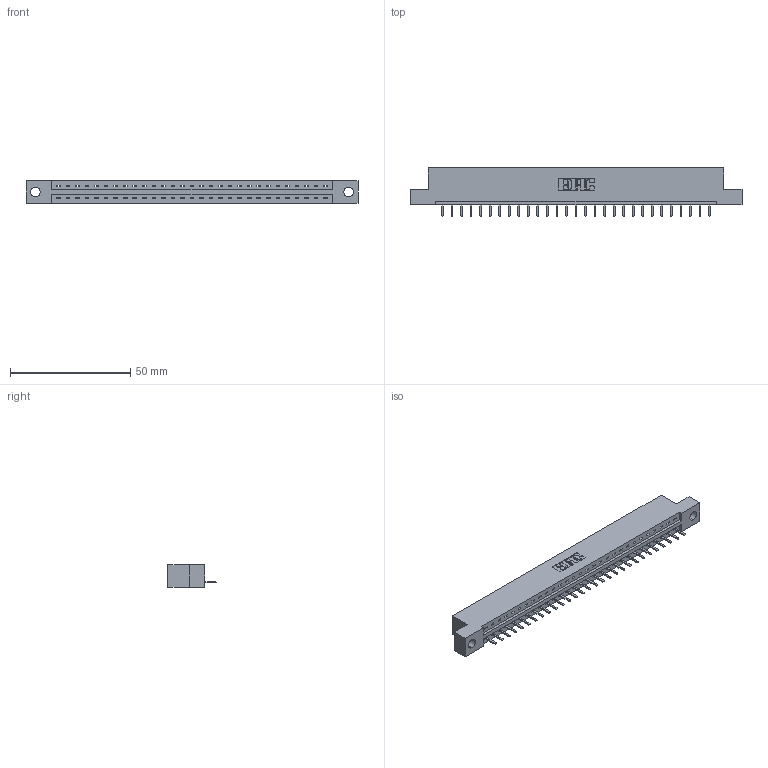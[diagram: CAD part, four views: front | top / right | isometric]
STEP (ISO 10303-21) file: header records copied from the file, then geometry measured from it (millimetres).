
FILE_DESCRIPTION (( 'STEP AP203' ), '1' );
FILE_NAME ('387-029-520-104.STEP', '2018-09-17T00:49:13', ( '' ), ( '' ), 'SwSTEP 2.0', 'SolidWorks 2016', '' );
FILE_SCHEMA (( 'CONFIG_CONTROL_DESIGN' ));
Length unit declared in the file: inch
Products named in the file (3): 337 Part_Flush Mounting Lugs - 0.156 Dia-TH; 345-292-001_345-293-120; 387-029-520-104
Assembly tree (30 placements, depth 2):
  387-029-520-104
    337 Part_Flush Mounting Lugs - 0.156 Dia-TH
    345-292-001_345-293-120  x29
Bounding box: 137.92 x 20.02 x 9.4 mm (x, y, z)
Volume: 14000.7 mm3; surface area: 13890.5 mm2
Topology: 30 solids, 30 shells, 2028 faces, 5995 edges, 3918 vertices
Faces by surface type: plane 1462, cylinder 566
Entity records: 23355 total; most frequent: CARTESIAN_POINT 4085, ORIENTED_EDGE 4038, DIRECTION 3453, EDGE_CURVE 2019, LINE 1887, VECTOR 1887, VERTEX_POINT 1342, AXIS2_PLACEMENT_3D 783
